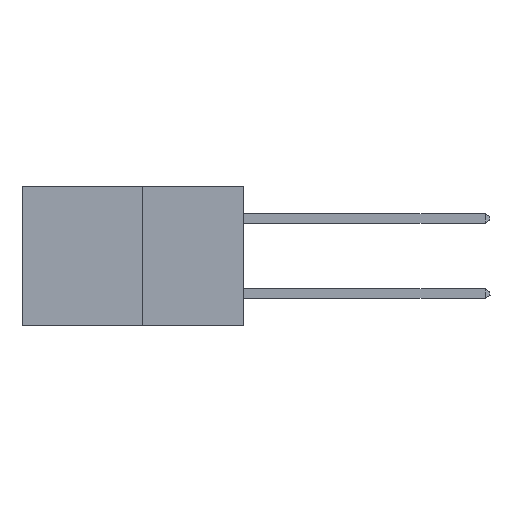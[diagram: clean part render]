
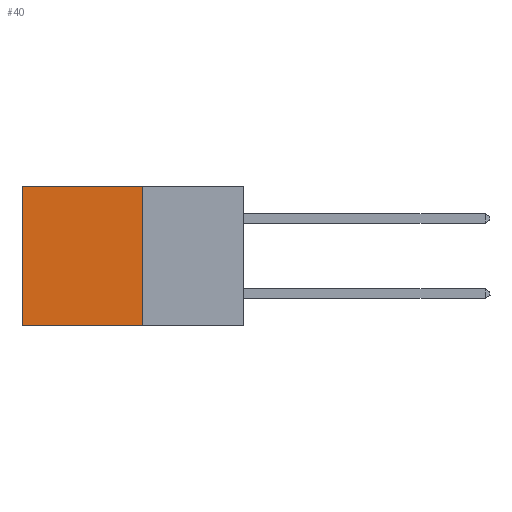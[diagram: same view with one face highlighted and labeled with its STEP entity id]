
A CAD part, left-side view. The second image highlights one B-rep face of the part: STEP entity #40.
In plain terms, the highlighted planar face has unit normal (-1, 0, 0).
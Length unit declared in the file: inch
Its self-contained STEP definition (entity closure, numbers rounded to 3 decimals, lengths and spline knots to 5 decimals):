
#40 = ADVANCED_FACE ( 'NONE', ( #1469 ), #5924, .F. ) ;
#46 = EDGE_CURVE ( 'NONE', #1359, #149, #6870, .T. ) ;
#105 = CARTESIAN_POINT ( 'NONE',  ( 0.277, 0.27, -0.37 ) ) ;
#115 = ORIENTED_EDGE ( 'NONE', *, *, #3115, .T. ) ;
#149 = VERTEX_POINT ( 'NONE', #5248 ) ;
#503 = EDGE_CURVE ( 'NONE', #6598, #1359, #7301, .T. ) ;
#734 = EDGE_CURVE ( 'NONE', #6940, #149, #6217, .T. ) ;
#1346 = CARTESIAN_POINT ( 'NONE',  ( 0.277, 0.27, 0. ) ) ;
#1359 = VERTEX_POINT ( 'NONE', #2307 ) ;
#1469 = FACE_OUTER_BOUND ( 'NONE', #5236, .T. ) ;
#1716 = VECTOR ( 'NONE', #6931, 39.37008 ) ;
#2148 = CARTESIAN_POINT ( 'NONE',  ( 0.277, 0.59, 0. ) ) ;
#2307 = CARTESIAN_POINT ( 'NONE',  ( 0.277, 0.27, -0.37 ) ) ;
#2847 = DIRECTION ( 'NONE',  ( 0., 1., 0. ) ) ;
#3115 = EDGE_CURVE ( 'NONE', #6598, #6940, #8612, .T. ) ;
#3170 = CARTESIAN_POINT ( 'NONE',  ( 0.277, 0.27, 0. ) ) ;
#3407 = DIRECTION ( 'NONE',  ( 0., 1., 0. ) ) ;
#3497 = VECTOR ( 'NONE', #3407, 39.37008 ) ;
#3600 = AXIS2_PLACEMENT_3D ( 'NONE', #3934, #4497, #8947 ) ;
#3934 = CARTESIAN_POINT ( 'NONE',  ( 0.277, 0.27, -0.37 ) ) ;
#4181 = ORIENTED_EDGE ( 'NONE', *, *, #46, .F. ) ;
#4497 = DIRECTION ( 'NONE',  ( 1., 0., 0. ) ) ;
#4922 = VECTOR ( 'NONE', #2847, 39.37008 ) ;
#5236 = EDGE_LOOP ( 'NONE', ( #7306, #4181, #5725, #115 ) ) ;
#5248 = CARTESIAN_POINT ( 'NONE',  ( 0.277, 0.59, -0.37 ) ) ;
#5725 = ORIENTED_EDGE ( 'NONE', *, *, #503, .F. ) ;
#5809 = VECTOR ( 'NONE', #8698, 39.37008 ) ;
#5924 = PLANE ( 'NONE',  #3600 ) ;
#6217 = LINE ( 'NONE', #6427, #5809 ) ;
#6427 = CARTESIAN_POINT ( 'NONE',  ( 0.277, 0.59, -0.37 ) ) ;
#6598 = VERTEX_POINT ( 'NONE', #1346 ) ;
#6870 = LINE ( 'NONE', #8881, #4922 ) ;
#6931 = DIRECTION ( 'NONE',  ( 0., 0., -1. ) ) ;
#6940 = VERTEX_POINT ( 'NONE', #2148 ) ;
#7301 = LINE ( 'NONE', #105, #1716 ) ;
#7306 = ORIENTED_EDGE ( 'NONE', *, *, #734, .T. ) ;
#8612 = LINE ( 'NONE', #3170, #3497 ) ;
#8698 = DIRECTION ( 'NONE',  ( 0., 0., -1. ) ) ;
#8881 = CARTESIAN_POINT ( 'NONE',  ( 0.277, 0.27, -0.37 ) ) ;
#8947 = DIRECTION ( 'NONE',  ( 0., 0., -1. ) ) ;
